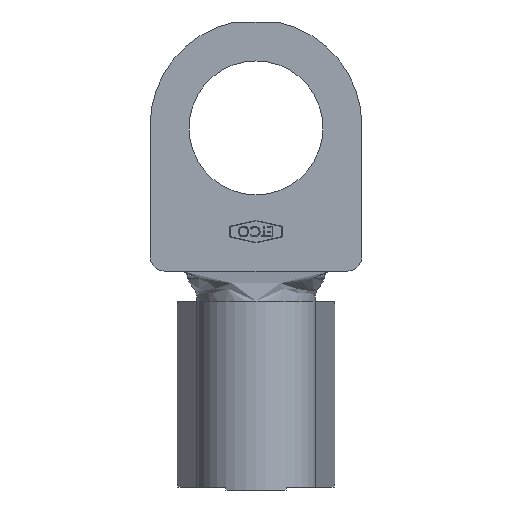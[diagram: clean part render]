
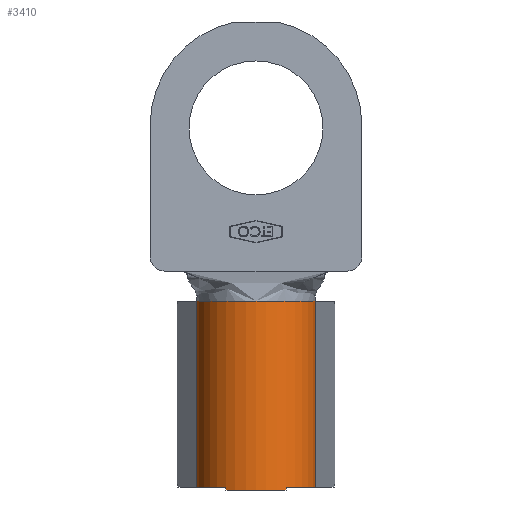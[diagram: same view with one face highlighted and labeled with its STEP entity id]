
A CAD part, front view. The second image highlights one B-rep face of the part: STEP entity #3410.
In plain terms, the highlighted cylindrical face has radius 5.334 mm (diameter 10.668 mm), a partial arc.
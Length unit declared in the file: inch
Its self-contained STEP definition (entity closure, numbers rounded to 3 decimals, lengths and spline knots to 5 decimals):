
#13 = AXIS2_PLACEMENT_3D ( 'NONE', #2009, #5668, #2546 ) ;
#68 = ORIENTED_EDGE ( 'NONE', *, *, #3938, .T. ) ;
#94 = LINE ( 'NONE', #901, #5562 ) ;
#174 = CARTESIAN_POINT ( 'NONE',  ( 0.20686, -0.03617, 0.65 ) ) ;
#238 = CIRCLE ( 'NONE', #5987, 0.21 ) ;
#639 = ORIENTED_EDGE ( 'NONE', *, *, #1173, .T. ) ;
#901 = CARTESIAN_POINT ( 'NONE',  ( -0.20686, -0.03617, 0.65 ) ) ;
#1005 = DIRECTION ( 'NONE',  ( 0., 0., 1. ) ) ;
#1172 = CARTESIAN_POINT ( 'NONE',  ( -0.105, -0.18187, -0.01 ) ) ;
#1173 = EDGE_CURVE ( 'NONE', #6030, #6772, #5408, .T. ) ;
#1334 = DIRECTION ( 'NONE',  ( 0., 0., 1. ) ) ;
#1452 = DIRECTION ( 'NONE',  ( 0., 0., 1. ) ) ;
#1491 = VECTOR ( 'NONE', #1005, 39.37008 ) ;
#1593 = DIRECTION ( 'NONE',  ( 0., 0., -1. ) ) ;
#1780 = VECTOR ( 'NONE', #5465, 39.37008 ) ;
#1790 = CARTESIAN_POINT ( 'NONE',  ( -0.105, -0.18187, -0.01 ) ) ;
#1800 = AXIS2_PLACEMENT_3D ( 'NONE', #2217, #5875, #2755 ) ;
#1960 = CARTESIAN_POINT ( 'NONE',  ( 0.20686, -0.03617, 0. ) ) ;
#2009 = CARTESIAN_POINT ( 'NONE',  ( 0., 0., -0.01 ) ) ;
#2142 = CARTESIAN_POINT ( 'NONE',  ( 0., 0., 0.65 ) ) ;
#2168 = ORIENTED_EDGE ( 'NONE', *, *, #5497, .F. ) ;
#2183 = ORIENTED_EDGE ( 'NONE', *, *, #6827, .F. ) ;
#2217 = CARTESIAN_POINT ( 'NONE',  ( 0., 0., 0. ) ) ;
#2273 = EDGE_CURVE ( 'NONE', #3296, #3745, #94, .T. ) ;
#2355 = VERTEX_POINT ( 'NONE', #5212 ) ;
#2485 = EDGE_CURVE ( 'NONE', #6583, #5588, #3049, .T. ) ;
#2546 = DIRECTION ( 'NONE',  ( -1., 0., 0. ) ) ;
#2612 = CARTESIAN_POINT ( 'NONE',  ( -0.105, -0.18187, 0. ) ) ;
#2623 = AXIS2_PLACEMENT_3D ( 'NONE', #2142, #1593, #4244 ) ;
#2682 = LINE ( 'NONE', #5008, #2845 ) ;
#2710 = EDGE_CURVE ( 'NONE', #3745, #5588, #6460, .T. ) ;
#2755 = DIRECTION ( 'NONE',  ( 1., 0., 0. ) ) ;
#2806 = VERTEX_POINT ( 'NONE', #174 ) ;
#2845 = VECTOR ( 'NONE', #5509, 39.37008 ) ;
#3049 = LINE ( 'NONE', #1790, #1780 ) ;
#3145 = CARTESIAN_POINT ( 'NONE',  ( -0.20686, -0.03617, 0. ) ) ;
#3147 = ORIENTED_EDGE ( 'NONE', *, *, #2710, .T. ) ;
#3296 = VERTEX_POINT ( 'NONE', #3822 ) ;
#3410 = ADVANCED_FACE ( 'NONE', ( #4158 ), #6588, .T. ) ;
#3606 = CIRCLE ( 'NONE', #13, 0.21 ) ;
#3745 = VERTEX_POINT ( 'NONE', #3145 ) ;
#3822 = CARTESIAN_POINT ( 'NONE',  ( -0.20686, -0.03617, 0.65 ) ) ;
#3938 = EDGE_CURVE ( 'NONE', #2355, #6030, #5696, .T. ) ;
#4158 = FACE_OUTER_BOUND ( 'NONE', #6037, .T. ) ;
#4197 = CARTESIAN_POINT ( 'NONE',  ( 0.105, -0.18187, -0.01 ) ) ;
#4219 = AXIS2_PLACEMENT_3D ( 'NONE', #4531, #1334, #5051 ) ;
#4244 = DIRECTION ( 'NONE',  ( -1., 0., 0. ) ) ;
#4531 = CARTESIAN_POINT ( 'NONE',  ( 0., 0., 0. ) ) ;
#4630 = DIRECTION ( 'NONE',  ( 0., 0., -1. ) ) ;
#4637 = CARTESIAN_POINT ( 'NONE',  ( 0., 0., 0.65 ) ) ;
#4731 = ORIENTED_EDGE ( 'NONE', *, *, #2485, .F. ) ;
#5008 = CARTESIAN_POINT ( 'NONE',  ( 0.20686, -0.03617, 0.65 ) ) ;
#5051 = DIRECTION ( 'NONE',  ( 1., 0., 0. ) ) ;
#5162 = DIRECTION ( 'NONE',  ( 1., 0., 0. ) ) ;
#5212 = CARTESIAN_POINT ( 'NONE',  ( 0.105, -0.18187, -0.01 ) ) ;
#5408 = CIRCLE ( 'NONE', #4219, 0.21 ) ;
#5465 = DIRECTION ( 'NONE',  ( 0., 0., 1. ) ) ;
#5497 = EDGE_CURVE ( 'NONE', #2355, #6583, #3606, .T. ) ;
#5509 = DIRECTION ( 'NONE',  ( 0., 0., -1. ) ) ;
#5562 = VECTOR ( 'NONE', #4630, 39.37008 ) ;
#5588 = VERTEX_POINT ( 'NONE', #2612 ) ;
#5668 = DIRECTION ( 'NONE',  ( 0., 0., -1. ) ) ;
#5696 = LINE ( 'NONE', #4197, #1491 ) ;
#5704 = ORIENTED_EDGE ( 'NONE', *, *, #2273, .T. ) ;
#5875 = DIRECTION ( 'NONE',  ( 0., 0., 1. ) ) ;
#5896 = EDGE_CURVE ( 'NONE', #2806, #6772, #2682, .T. ) ;
#5987 = AXIS2_PLACEMENT_3D ( 'NONE', #4637, #1452, #5162 ) ;
#6030 = VERTEX_POINT ( 'NONE', #6658 ) ;
#6037 = EDGE_LOOP ( 'NONE', ( #3147, #4731, #2168, #68, #639, #6352, #2183, #5704 ) ) ;
#6352 = ORIENTED_EDGE ( 'NONE', *, *, #5896, .F. ) ;
#6460 = CIRCLE ( 'NONE', #1800, 0.21 ) ;
#6583 = VERTEX_POINT ( 'NONE', #1172 ) ;
#6588 = CYLINDRICAL_SURFACE ( 'NONE', #2623, 0.21 ) ;
#6658 = CARTESIAN_POINT ( 'NONE',  ( 0.105, -0.18187, 0. ) ) ;
#6772 = VERTEX_POINT ( 'NONE', #1960 ) ;
#6827 = EDGE_CURVE ( 'NONE', #3296, #2806, #238, .T. ) ;
